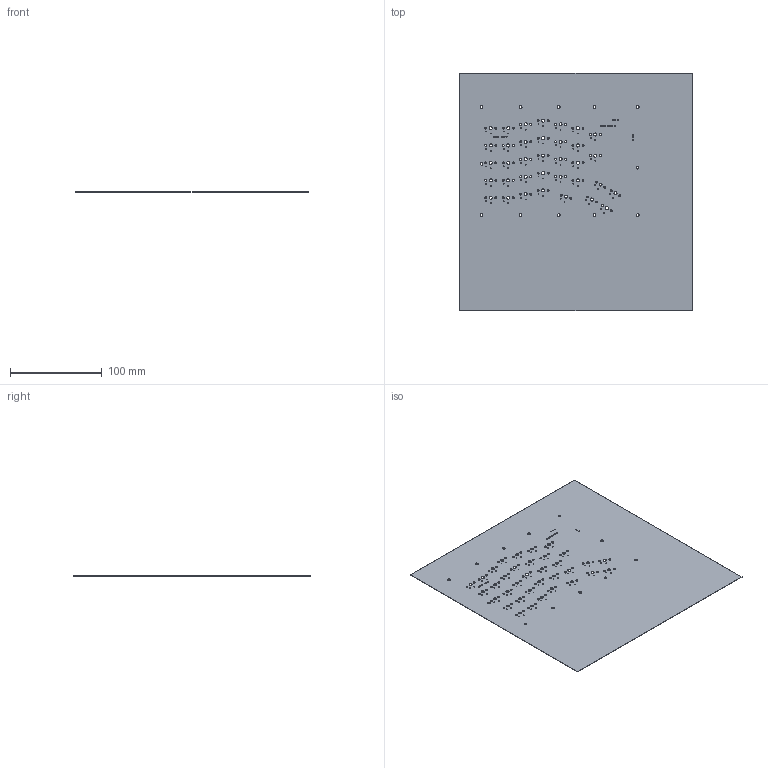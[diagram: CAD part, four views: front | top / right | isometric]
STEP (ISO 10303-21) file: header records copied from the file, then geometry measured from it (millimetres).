
FILE_DESCRIPTION(('Open CASCADE Model'),'2;1');
FILE_NAME('Open CASCADE Shape Model','2023-07-27T17:02:31',('Author'),( 'Open CASCADE'),'Open CASCADE STEP processor 7.5','Open CASCADE 7.5' ,'Unknown');
FILE_SCHEMA(('AUTOMOTIVE_DESIGN { 1 0 10303 214 1 1 1 1 }'));
Length unit declared in the file: millimetre
Products named in the file (1): Open CASCADE STEP translator 7.5 2
Bounding box: 252.93 x 258.65 x 0.41 mm (x, y, z)
Volume: 26635 mm3; surface area: 130376.1 mm2
Topology: 1 solids, 1 shells, 212 faces, 630 edges, 420 vertices
Faces by surface type: cylinder 206, plane 6
Full cylindrical faces by diameter (mm): 0.914 x70, 1.1 x19, 2.1 x70, 3 x12, 3.3 x35
Entity records: 8209 total; most frequent: DIRECTION 1468, CARTESIAN_POINT 1263, ORIENTED_EDGE 1260, EDGE_CURVE 630, AXIS2_PLACEMENT_3D 625, FACE_BOUND 624, EDGE_LOOP 624, VERTEX_POINT 420
